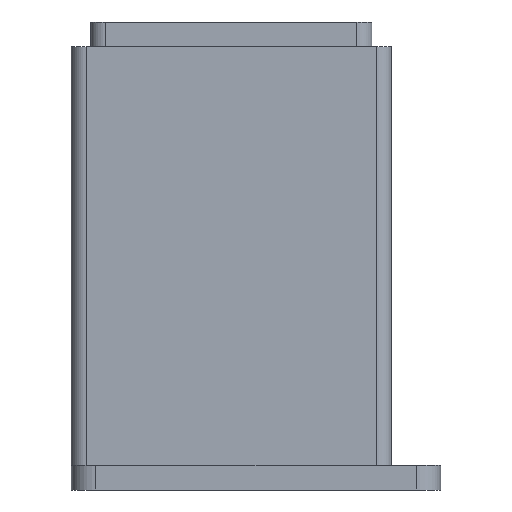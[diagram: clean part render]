
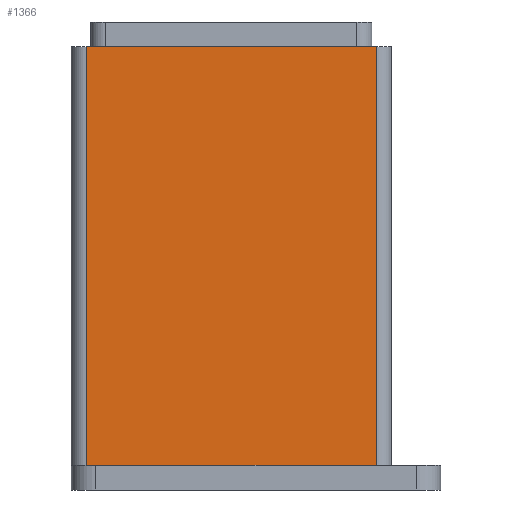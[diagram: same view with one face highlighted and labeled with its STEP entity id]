
A CAD part, left-side view. The second image highlights one B-rep face of the part: STEP entity #1366.
In plain terms, the highlighted planar face has unit normal (-1, 0, 0).
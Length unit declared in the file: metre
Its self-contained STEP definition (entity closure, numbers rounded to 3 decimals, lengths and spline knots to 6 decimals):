
#267=ORIENTED_EDGE('',*,*,#597,.F.);
#268=ORIENTED_EDGE('',*,*,#598,.F.);
#269=ORIENTED_EDGE('',*,*,#599,.T.);
#270=ORIENTED_EDGE('',*,*,#595,.T.);
#595=EDGE_CURVE('',#758,#757,#881,.T.);
#597=EDGE_CURVE('',#759,#757,#882,.T.);
#598=EDGE_CURVE('',#760,#759,#883,.T.);
#599=EDGE_CURVE('',#760,#758,#884,.T.);
#757=VERTEX_POINT('',#2182);
#758=VERTEX_POINT('',#2184);
#759=VERTEX_POINT('',#2188);
#760=VERTEX_POINT('',#2190);
#881=LINE('',#2183,#1013);
#882=LINE('',#2187,#1014);
#883=LINE('',#2189,#1015);
#884=LINE('',#2191,#1016);
#1013=VECTOR('',#1766,1.);
#1014=VECTOR('',#1771,1.);
#1015=VECTOR('',#1772,1.);
#1016=VECTOR('',#1773,1.);
#1112=EDGE_LOOP('',(#267,#268,#269,#270));
#1226=FACE_BOUND('',#1112,.T.);
#1315=PLANE('',#1488);
#1366=ADVANCED_FACE('',(#1226),#1315,.T.);
#1488=AXIS2_PLACEMENT_3D('',#2186,#1769,#1770);
#1766=DIRECTION('',(0.,0.,1.));
#1769=DIRECTION('',(-1.,0.,0.));
#1770=DIRECTION('',(0.,-1.,0.));
#1771=DIRECTION('',(0.,-1.,0.));
#1772=DIRECTION('',(0.,0.,1.));
#1773=DIRECTION('',(0.,-1.,0.));
#2182=CARTESIAN_POINT('',(-0.025,-0.0295,0.));
#2183=CARTESIAN_POINT('',(-0.025,-0.0295,-0.005));
#2184=CARTESIAN_POINT('',(-0.025,-0.0295,-0.085));
#2186=CARTESIAN_POINT('',(-0.025,0.,-0.005));
#2187=CARTESIAN_POINT('',(-0.025,0.,0.));
#2188=CARTESIAN_POINT('',(-0.025,0.0295,0.));
#2189=CARTESIAN_POINT('',(-0.025,0.0295,-0.005));
#2190=CARTESIAN_POINT('',(-0.025,0.0295,-0.085));
#2191=CARTESIAN_POINT('',(-0.025,0.,-0.085));
